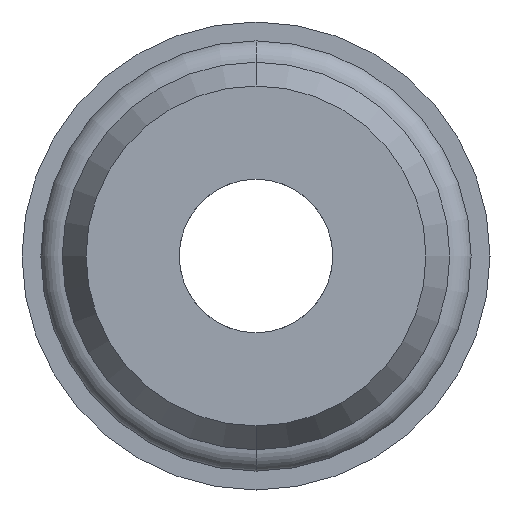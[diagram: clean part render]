
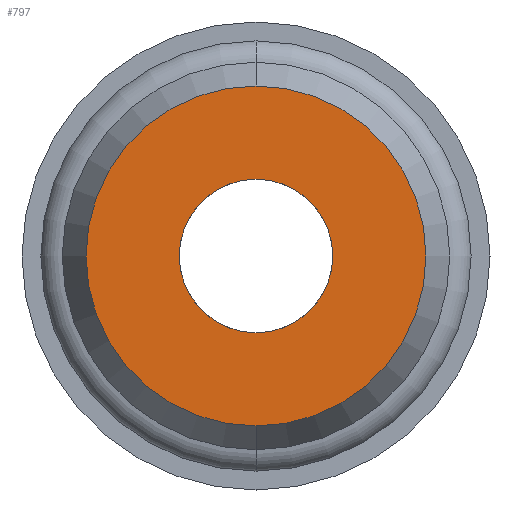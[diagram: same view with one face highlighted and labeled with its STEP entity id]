
A CAD part, front view. The second image highlights one B-rep face of the part: STEP entity #797.
In plain terms, the highlighted planar face has unit normal (0, -1, 0).
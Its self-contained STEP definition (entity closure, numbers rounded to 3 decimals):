
#206 = VERTEX_POINT ( 'NONE', #1132 ) ;
#207 = EDGE_CURVE ( 'NONE', #206, #228, #1087, .T. ) ;
#228 = VERTEX_POINT ( 'NONE', #1166 ) ;
#337 = VERTEX_POINT ( 'NONE', #1455 ) ;
#342 = EDGE_CURVE ( 'NONE', #337, #343, #1396, .T. ) ;
#343 = VERTEX_POINT ( 'NONE', #1443 ) ;
#703 = ORIENTED_EDGE ( 'NONE', *, *, #704, .F. ) ;
#704 = EDGE_CURVE ( 'NONE', #228, #206, #1789, .T. ) ;
#705 = ORIENTED_EDGE ( 'NONE', *, *, #207, .F. ) ;
#706 = EDGE_LOOP ( 'NONE', ( #722, #723 ) ) ;
#722 = ORIENTED_EDGE ( 'NONE', *, *, #776, .T. ) ;
#723 = ORIENTED_EDGE ( 'NONE', *, *, #342, .T. ) ;
#776 = EDGE_CURVE ( 'NONE', #343, #337, #1956, .T. ) ;
#797 = ADVANCED_FACE ( 'NONE', ( #1952, #1951 ), #1950, .T. ) ;
#798 = EDGE_LOOP ( 'NONE', ( #703, #705 ) ) ;
#1087 = CIRCLE ( 'NONE', #1124, 4.1 ) ;
#1124 = AXIS2_PLACEMENT_3D ( 'NONE', #1128, #1127, #1126 ) ;
#1126 = DIRECTION ( 'NONE',  ( 0., 0., -1. ) ) ;
#1127 = DIRECTION ( 'NONE',  ( 0., -1., 0. ) ) ;
#1128 = CARTESIAN_POINT ( 'NONE',  ( 0., 0., 0. ) ) ;
#1132 = CARTESIAN_POINT ( 'NONE',  ( 0., 0., 4.1 ) ) ;
#1166 = CARTESIAN_POINT ( 'NONE',  ( 0., 0., -4.1 ) ) ;
#1396 = CIRCLE ( 'NONE', #1419, 9.08 ) ;
#1398 = DIRECTION ( 'NONE',  ( 0., -1., 0. ) ) ;
#1419 = AXIS2_PLACEMENT_3D ( 'NONE', #1454, #1398, #1445 ) ;
#1443 = CARTESIAN_POINT ( 'NONE',  ( 0., 0., 9.08 ) ) ;
#1445 = DIRECTION ( 'NONE',  ( 0., 0., -1. ) ) ;
#1454 = CARTESIAN_POINT ( 'NONE',  ( 0., 0., 0. ) ) ;
#1455 = CARTESIAN_POINT ( 'NONE',  ( 0., 0., -9.08 ) ) ;
#1782 = DIRECTION ( 'NONE',  ( 0., -1., 0. ) ) ;
#1783 = AXIS2_PLACEMENT_3D ( 'NONE', #1785, #1782, #1787 ) ;
#1785 = CARTESIAN_POINT ( 'NONE',  ( 0., 0., 0. ) ) ;
#1787 = DIRECTION ( 'NONE',  ( 0., 0., -1. ) ) ;
#1789 = CIRCLE ( 'NONE', #1783, 4.1 ) ;
#1902 = CARTESIAN_POINT ( 'NONE',  ( 0., 0., 0. ) ) ;
#1903 = DIRECTION ( 'NONE',  ( 0., -1., 0. ) ) ;
#1917 = AXIS2_PLACEMENT_3D ( 'NONE', #1934, #1933, #1932 ) ;
#1928 = AXIS2_PLACEMENT_3D ( 'NONE', #1902, #1903, #1941 ) ;
#1932 = DIRECTION ( 'NONE',  ( 0., 0., -1. ) ) ;
#1933 = DIRECTION ( 'NONE',  ( 0., -1., 0. ) ) ;
#1934 = CARTESIAN_POINT ( 'NONE',  ( 0., 0., 0. ) ) ;
#1941 = DIRECTION ( 'NONE',  ( 0., 0., -1. ) ) ;
#1950 = PLANE ( 'NONE',  #1917 ) ;
#1951 = FACE_OUTER_BOUND ( 'NONE', #706, .T. ) ;
#1952 = FACE_BOUND ( 'NONE', #798, .T. ) ;
#1956 = CIRCLE ( 'NONE', #1928, 9.08 ) ;
